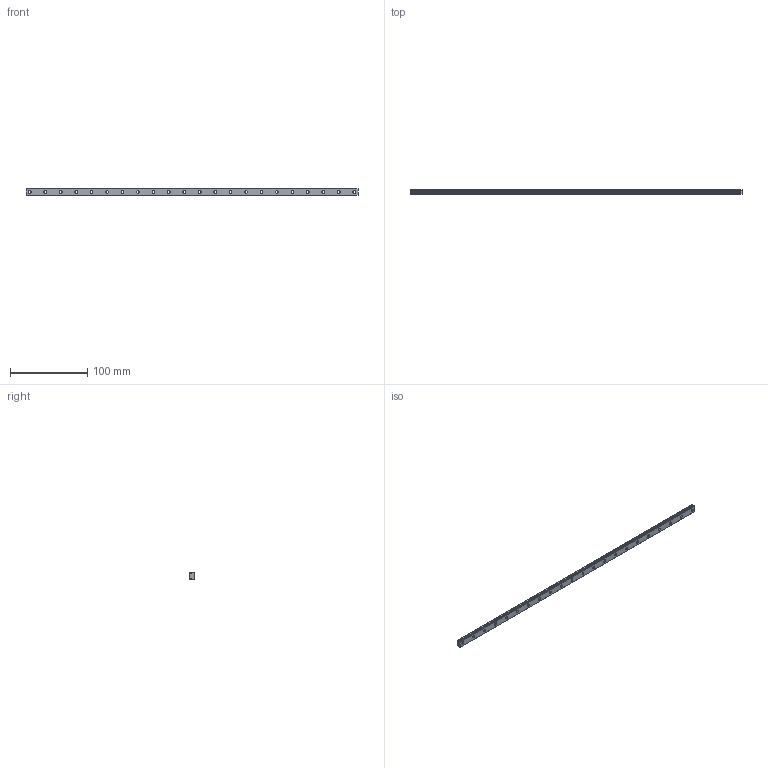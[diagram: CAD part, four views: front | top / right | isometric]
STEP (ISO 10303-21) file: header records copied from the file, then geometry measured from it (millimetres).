
FILE_DESCRIPTION (( 'STEP AP214' ), '1' );
FILE_NAME ('SRS9XGMSS-430LM_G5_0_0_0_0_0_1.STEP', '2021-08-13T09:21:29', ( '' ), ( '' ), 'SwSTEP 2.0', 'SolidWorks 2021', '' );
FILE_SCHEMA (( 'AUTOMOTIVE_DESIGN' ));
Length unit declared in the file: millimetre
Products named in the file (2): SRS9XGMSS-430LM_G5_0_0_0_0_0_1; _SRS9XGM4305 Track
Assembly tree (1 placements, depth 2):
  SRS9XGMSS-430LM_G5_0_0_0_0_0_1
    _SRS9XGM4305 Track
Bounding box: 430 x 5.5 x 9 mm (x, y, z)
Volume: 17078.7 mm3; surface area: 13931.3 mm2
Topology: 1 solids, 1 shells, 139 faces, 345 edges, 230 vertices
Faces by surface type: cylinder 101, plane 38
Entity records: 4395 total; most frequent: DIRECTION 833, CARTESIAN_POINT 718, ORIENTED_EDGE 690, AXIS2_PLACEMENT_3D 345, EDGE_CURVE 345, VERTEX_POINT 230, EDGE_LOOP 205, CIRCLE 202
